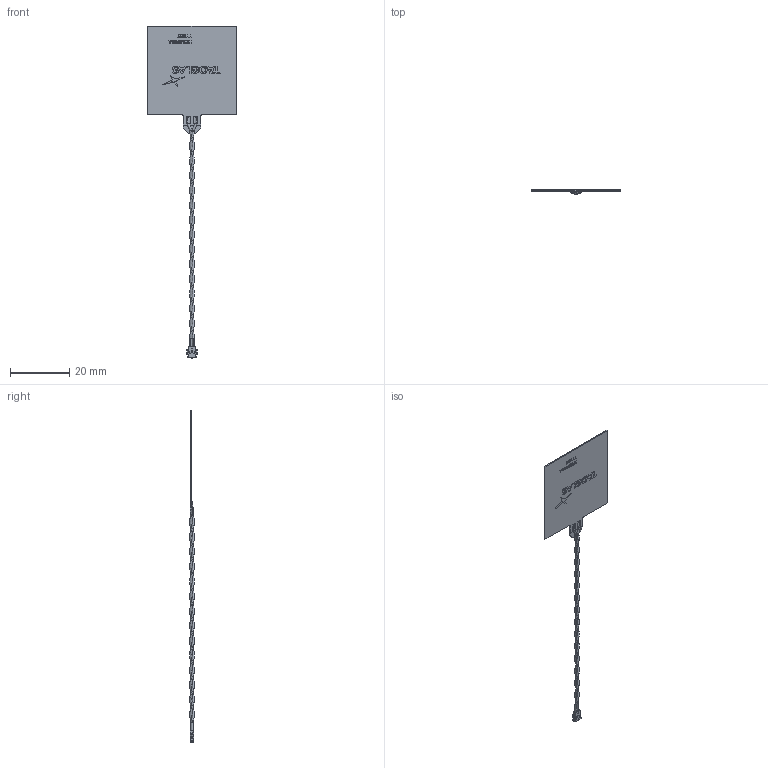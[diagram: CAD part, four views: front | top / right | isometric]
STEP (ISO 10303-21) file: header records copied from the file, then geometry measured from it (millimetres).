
FILE_DESCRIPTION (( 'STEP AP214' ), '1' );
FILE_NAME ('FXR.3030.52.0075X.A.dg_Web.STEP', '2024-07-30T11:20:20', ( '' ), ( '' ), 'SwSTEP 2.0', 'SolidWorks 2022', '' );
FILE_SCHEMA (( 'AUTOMOTIVE_DESIGN' ));
Length unit declared in the file: millimetre
Products named in the file (1): FXR.3030.52.0075X.A.dg_Web
Bounding box: 30 x 1.6 x 112.25 mm (x, y, z)
Surface area: 2314.2 mm2 (no closed solid volume)
Topology: 0 solids, 18 shells, 167 faces, 1000 edges, 824 vertices
Faces by surface type: plane 121, bspline 23, cylinder 19, cone 4
Entity records: 19952 total; most frequent: CARTESIAN_POINT 11377, ORIENTED_EDGE 1318, DIRECTION 1024, EDGE_CURVE 994, VERTEX_POINT 824, VECTOR 610, LINE 610, B_SPLINE_CURVE_WITH_KNOTS 310
